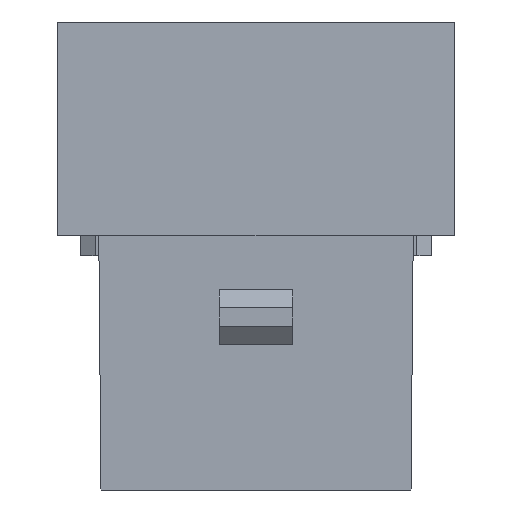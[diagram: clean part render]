
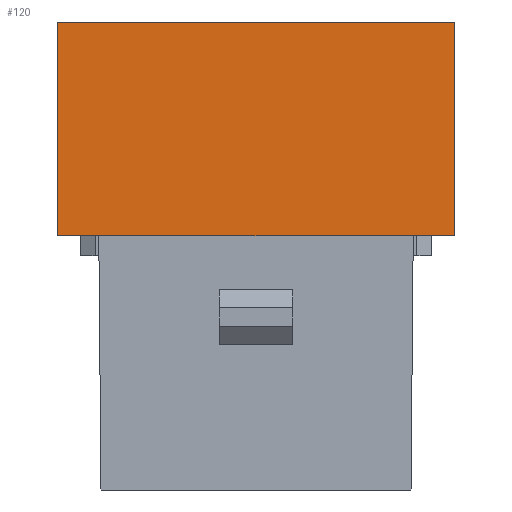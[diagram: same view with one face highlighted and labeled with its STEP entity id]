
A CAD part, front view. The second image highlights one B-rep face of the part: STEP entity #120.
In plain terms, the highlighted planar face has unit normal (0, -1, 0.009).
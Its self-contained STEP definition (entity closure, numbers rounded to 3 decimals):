
#120=ADVANCED_FACE('',(#250),#185,.T.);
#185=PLANE('',#1511);
#250=FACE_OUTER_BOUND('',#314,.T.);
#314=EDGE_LOOP('',(#471,#472,#473,#474,#475,#476));
#471=ORIENTED_EDGE('',*,*,#939,.T.);
#472=ORIENTED_EDGE('',*,*,#981,.T.);
#473=ORIENTED_EDGE('',*,*,#982,.T.);
#474=ORIENTED_EDGE('',*,*,#983,.F.);
#475=ORIENTED_EDGE('',*,*,#984,.T.);
#476=ORIENTED_EDGE('',*,*,#985,.F.);
#807=VERTEX_POINT('',#1982);
#808=VERTEX_POINT('',#1984);
#836=VERTEX_POINT('',#2065);
#837=VERTEX_POINT('',#2067);
#838=VERTEX_POINT('',#2069);
#839=VERTEX_POINT('',#2071);
#939=EDGE_CURVE('',#808,#807,#1139,.T.);
#981=EDGE_CURVE('',#807,#836,#1181,.T.);
#982=EDGE_CURVE('',#836,#837,#1182,.T.);
#983=EDGE_CURVE('',#838,#837,#1183,.T.);
#984=EDGE_CURVE('',#838,#839,#1184,.T.);
#985=EDGE_CURVE('',#808,#839,#1185,.T.);
#1139=LINE('',#1983,#1339);
#1181=LINE('',#2064,#1381);
#1182=LINE('',#2066,#1382);
#1183=LINE('',#2068,#1383);
#1184=LINE('',#2070,#1384);
#1185=LINE('',#2072,#1385);
#1339=VECTOR('',#1613,1.);
#1381=VECTOR('',#1677,1.);
#1382=VECTOR('',#1678,1.);
#1383=VECTOR('',#1679,1.);
#1384=VECTOR('',#1680,1.);
#1385=VECTOR('',#1681,1.);
#1511=AXIS2_PLACEMENT_3D('',#2073,#1682,#1683);
#1613=DIRECTION('',(-1.,0.,0.));
#1677=DIRECTION('',(0.,-0.009,-1.));
#1678=DIRECTION('',(1.,0.,0.));
#1679=DIRECTION('',(-1.,0.,0.));
#1680=DIRECTION('',(1.,0.,0.));
#1681=DIRECTION('',(0.,-0.009,-1.));
#1682=DIRECTION('',(0.,-1.,0.009));
#1683=DIRECTION('',(0.,-0.009,-1.));
#1982=CARTESIAN_POINT('',(-6.8,0.064,16.));
#1983=CARTESIAN_POINT('',(-6.8,0.064,16.));
#1984=CARTESIAN_POINT('',(6.8,0.064,16.));
#2064=CARTESIAN_POINT('',(-6.8,0.,8.7));
#2065=CARTESIAN_POINT('',(-6.8,0.,8.7));
#2066=CARTESIAN_POINT('',(0.,0.,8.7));
#2067=CARTESIAN_POINT('',(-5.375,0.,8.7));
#2068=CARTESIAN_POINT('',(0.,0.,8.7));
#2069=CARTESIAN_POINT('',(5.375,0.,8.7));
#2070=CARTESIAN_POINT('',(0.,0.,8.7));
#2071=CARTESIAN_POINT('',(6.8,0.,8.7));
#2072=CARTESIAN_POINT('',(6.8,0.064,15.999));
#2073=CARTESIAN_POINT('',(0.,0.,8.7));
